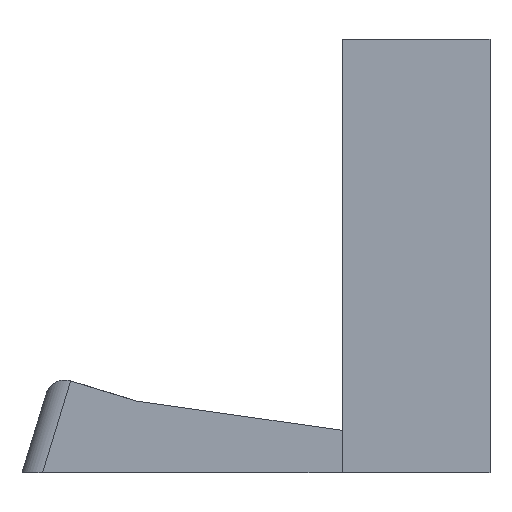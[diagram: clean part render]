
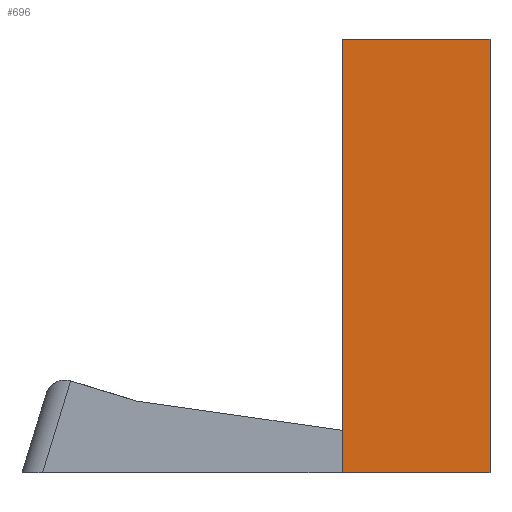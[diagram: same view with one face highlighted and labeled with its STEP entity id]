
A CAD part, front view. The second image highlights one B-rep face of the part: STEP entity #696.
In plain terms, the highlighted planar face has unit normal (0, -1, 0).
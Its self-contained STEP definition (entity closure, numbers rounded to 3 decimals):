
#645=FACE_OUTER_BOUND('',#884,.T.);
#696=ADVANCED_FACE('',(#645),#774,.F.);
#774=PLANE('',#1863);
#884=EDGE_LOOP('',(#1014,#1015,#1016,#1017));
#1014=ORIENTED_EDGE('',*,*,#1490,.T.);
#1015=ORIENTED_EDGE('',*,*,#1475,.F.);
#1016=ORIENTED_EDGE('',*,*,#1491,.F.);
#1017=ORIENTED_EDGE('',*,*,#1481,.T.);
#1348=VERTEX_POINT('',#2404);
#1351=VERTEX_POINT('',#2409);
#1357=VERTEX_POINT('',#2422);
#1358=VERTEX_POINT('',#2424);
#1475=EDGE_CURVE('',#1351,#1348,#1652,.T.);
#1481=EDGE_CURVE('',#1358,#1357,#1658,.T.);
#1490=EDGE_CURVE('',#1357,#1348,#1667,.T.);
#1491=EDGE_CURVE('',#1358,#1351,#1668,.T.);
#1652=LINE('',#2410,#1757);
#1658=LINE('',#2423,#1763);
#1667=LINE('',#2440,#1772);
#1668=LINE('',#2441,#1773);
#1757=VECTOR('',#2010,1.);
#1763=VECTOR('',#2018,1.);
#1772=VECTOR('',#2031,1.);
#1773=VECTOR('',#2032,1.);
#1863=AXIS2_PLACEMENT_3D('',#2442,#2033,#2034);
#2010=DIRECTION('',(0.,0.,-1.));
#2018=DIRECTION('',(0.,0.,-1.));
#2031=DIRECTION('',(1.,0.,0.));
#2032=DIRECTION('',(1.,0.,0.));
#2033=DIRECTION('',(0.,1.,0.));
#2034=DIRECTION('',(-1.,0.,0.));
#2404=CARTESIAN_POINT('',(1.,-32.,0.));
#2409=CARTESIAN_POINT('',(1.,-32.,44.));
#2410=CARTESIAN_POINT('',(1.,-32.,44.));
#2422=CARTESIAN_POINT('',(-14.,-32.,0.));
#2423=CARTESIAN_POINT('',(-14.,-32.,44.));
#2424=CARTESIAN_POINT('',(-14.,-32.,44.));
#2440=CARTESIAN_POINT('',(-14.,-32.,0.));
#2441=CARTESIAN_POINT('',(-14.,-32.,44.));
#2442=CARTESIAN_POINT('',(-14.,-32.,44.));
